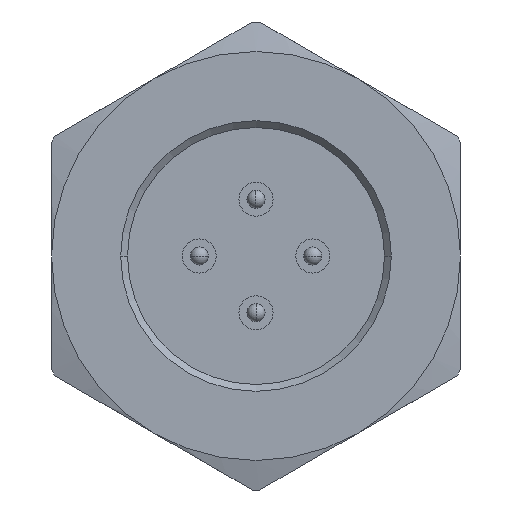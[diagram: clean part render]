
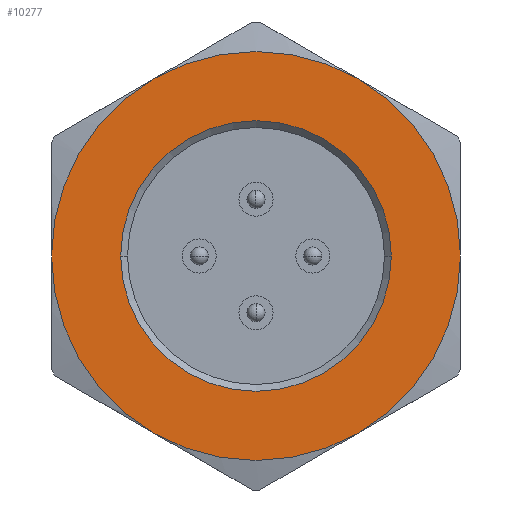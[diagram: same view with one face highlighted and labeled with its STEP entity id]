
A CAD part, front view. The second image highlights one B-rep face of the part: STEP entity #10277.
In plain terms, the highlighted face is planar.
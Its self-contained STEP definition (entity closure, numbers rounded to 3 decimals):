
#767 = DIRECTION ( 'NONE',  ( 0., 0., -1. ) ) ;
#796 = AXIS2_PLACEMENT_3D ( 'NONE', #13918, #2627, #7663 ) ;
#913 = VERTEX_POINT ( 'NONE', #6820 ) ;
#922 = FACE_OUTER_BOUND ( 'NONE', #12546, .T. ) ;
#1144 = CIRCLE ( 'NONE', #796, 9. ) ;
#1302 = EDGE_CURVE ( 'NONE', #913, #2485, #13083, .T. ) ;
#1435 = ORIENTED_EDGE ( 'NONE', *, *, #13542, .F. ) ;
#1654 = DIRECTION ( 'NONE',  ( 0., 0., -1. ) ) ;
#1939 = ORIENTED_EDGE ( 'NONE', *, *, #4270, .F. ) ;
#2076 = DIRECTION ( 'NONE',  ( 1., 0., 0. ) ) ;
#2189 = VERTEX_POINT ( 'NONE', #14602 ) ;
#2396 = ORIENTED_EDGE ( 'NONE', *, *, #3471, .T. ) ;
#2435 = AXIS2_PLACEMENT_3D ( 'NONE', #3526, #16053, #7403 ) ;
#2485 = VERTEX_POINT ( 'NONE', #15005 ) ;
#2564 = EDGE_CURVE ( 'NONE', #8730, #7689, #14635, .T. ) ;
#2627 = DIRECTION ( 'NONE',  ( 1., 0., 0. ) ) ;
#3471 = EDGE_CURVE ( 'NONE', #2485, #913, #4562, .T. ) ;
#3526 = CARTESIAN_POINT ( 'NONE',  ( 0., 0., 0. ) ) ;
#4270 = EDGE_CURVE ( 'NONE', #2189, #4671, #1144, .T. ) ;
#4304 = DIRECTION ( 'NONE',  ( 1., 0., 0. ) ) ;
#4380 = CARTESIAN_POINT ( 'NONE',  ( 0., 0., 0. ) ) ;
#4536 = AXIS2_PLACEMENT_3D ( 'NONE', #8337, #2076, #4618 ) ;
#4562 = CIRCLE ( 'NONE', #6674, 5.956 ) ;
#4603 = DIRECTION ( 'NONE',  ( 0., 0., 1. ) ) ;
#4618 = DIRECTION ( 'NONE',  ( 0., 0., -1. ) ) ;
#4671 = VERTEX_POINT ( 'NONE', #7132 ) ;
#4689 = CARTESIAN_POINT ( 'NONE',  ( 0., 0., 0. ) ) ;
#4864 = DIRECTION ( 'NONE',  ( 1., 0., 0. ) ) ;
#5250 = VERTEX_POINT ( 'NONE', #9777 ) ;
#5532 = ORIENTED_EDGE ( 'NONE', *, *, #13800, .F. ) ;
#5591 = ORIENTED_EDGE ( 'NONE', *, *, #5793, .F. ) ;
#5629 = CARTESIAN_POINT ( 'NONE',  ( 0., -7.794, -4.5 ) ) ;
#5793 = EDGE_CURVE ( 'NONE', #8730, #5250, #15517, .T. ) ;
#5911 = VERTEX_POINT ( 'NONE', #5629 ) ;
#6242 = CIRCLE ( 'NONE', #8613, 9. ) ;
#6272 = DIRECTION ( 'NONE',  ( 0., 0., -1. ) ) ;
#6516 = DIRECTION ( 'NONE',  ( 1., 0., 0. ) ) ;
#6674 = AXIS2_PLACEMENT_3D ( 'NONE', #15514, #4304, #767 ) ;
#6788 = DIRECTION ( 'NONE',  ( 0., 0., -1. ) ) ;
#6820 = CARTESIAN_POINT ( 'NONE',  ( 0., 0., 5.956 ) ) ;
#6835 = AXIS2_PLACEMENT_3D ( 'NONE', #12478, #15519, #6788 ) ;
#7014 = ORIENTED_EDGE ( 'NONE', *, *, #9814, .F. ) ;
#7132 = CARTESIAN_POINT ( 'NONE',  ( 0., 7.794, -4.5 ) ) ;
#7403 = DIRECTION ( 'NONE',  ( 0., 0., -1. ) ) ;
#7565 = ORIENTED_EDGE ( 'NONE', *, *, #1302, .T. ) ;
#7663 = DIRECTION ( 'NONE',  ( 0., 0., -1. ) ) ;
#7689 = VERTEX_POINT ( 'NONE', #10459 ) ;
#8314 = CARTESIAN_POINT ( 'NONE',  ( 0., 0., 9. ) ) ;
#8337 = CARTESIAN_POINT ( 'NONE',  ( 0., 0., 0. ) ) ;
#8484 = DIRECTION ( 'NONE',  ( -1., 0., 0. ) ) ;
#8613 = AXIS2_PLACEMENT_3D ( 'NONE', #9893, #4864, #6272 ) ;
#8730 = VERTEX_POINT ( 'NONE', #8314 ) ;
#8751 = CIRCLE ( 'NONE', #2435, 9. ) ;
#8865 = DIRECTION ( 'NONE',  ( 1., 0., 0. ) ) ;
#9375 = AXIS2_PLACEMENT_3D ( 'NONE', #4689, #8484, #4603 ) ;
#9777 = CARTESIAN_POINT ( 'NONE',  ( 0., -7.794, 4.5 ) ) ;
#9814 = EDGE_CURVE ( 'NONE', #5911, #2189, #8751, .T. ) ;
#9893 = CARTESIAN_POINT ( 'NONE',  ( 0., 0., 0. ) ) ;
#9992 = EDGE_LOOP ( 'NONE', ( #7565, #2396 ) ) ;
#10106 = DIRECTION ( 'NONE',  ( 0., 0., -1. ) ) ;
#10277 = ADVANCED_FACE ( 'NONE', ( #15914, #922 ), #14677, .F. ) ;
#10459 = CARTESIAN_POINT ( 'NONE',  ( 0., 7.794, 4.5 ) ) ;
#10466 = CARTESIAN_POINT ( 'NONE',  ( 0., 0., 0. ) ) ;
#12478 = CARTESIAN_POINT ( 'NONE',  ( 0., 0., 0. ) ) ;
#12546 = EDGE_LOOP ( 'NONE', ( #1939, #7014, #1435, #5591, #13385, #5532 ) ) ;
#12827 = CIRCLE ( 'NONE', #14663, 9. ) ;
#13083 = CIRCLE ( 'NONE', #16226, 5.956 ) ;
#13385 = ORIENTED_EDGE ( 'NONE', *, *, #2564, .T. ) ;
#13542 = EDGE_CURVE ( 'NONE', #5250, #5911, #6242, .T. ) ;
#13800 = EDGE_CURVE ( 'NONE', #4671, #7689, #12827, .T. ) ;
#13918 = CARTESIAN_POINT ( 'NONE',  ( 0., 0., 0. ) ) ;
#14602 = CARTESIAN_POINT ( 'NONE',  ( 0., 0., -9. ) ) ;
#14635 = CIRCLE ( 'NONE', #9375, 9. ) ;
#14663 = AXIS2_PLACEMENT_3D ( 'NONE', #10466, #6516, #1654 ) ;
#14677 = PLANE ( 'NONE',  #4536 ) ;
#15005 = CARTESIAN_POINT ( 'NONE',  ( 0., 0., -5.956 ) ) ;
#15514 = CARTESIAN_POINT ( 'NONE',  ( 0., 0., 0. ) ) ;
#15517 = CIRCLE ( 'NONE', #6835, 9. ) ;
#15519 = DIRECTION ( 'NONE',  ( 1., 0., 0. ) ) ;
#15914 = FACE_BOUND ( 'NONE', #9992, .T. ) ;
#16053 = DIRECTION ( 'NONE',  ( 1., 0., 0. ) ) ;
#16226 = AXIS2_PLACEMENT_3D ( 'NONE', #4380, #8865, #10106 ) ;
